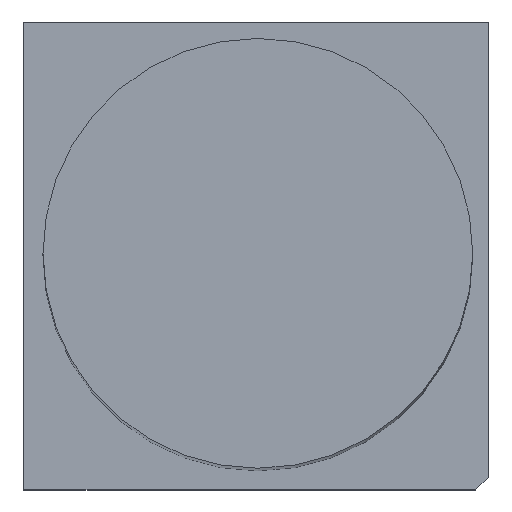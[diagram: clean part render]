
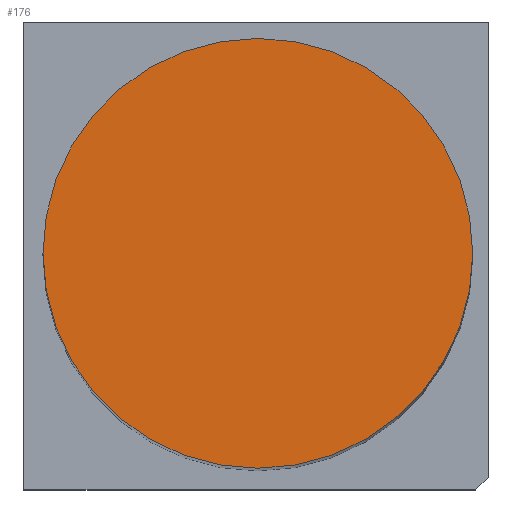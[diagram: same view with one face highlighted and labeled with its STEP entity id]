
A CAD part, top view. The second image highlights one B-rep face of the part: STEP entity #176.
In plain terms, the highlighted planar face has unit normal (0, 0, 1).
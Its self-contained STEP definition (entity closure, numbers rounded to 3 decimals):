
#22=CIRCLE('',#205,17.45);
#32=FACE_OUTER_BOUND('',#45,.T.);
#45=EDGE_LOOP('',(#153));
#94=VERTEX_POINT('',#299);
#114=EDGE_CURVE('',#94,#94,#22,.T.);
#153=ORIENTED_EDGE('',*,*,#114,.T.);
#166=PLANE('',#204);
#176=ADVANCED_FACE('',(#32),#166,.T.);
#204=AXIS2_PLACEMENT_3D('',#298,#249,#250);
#205=AXIS2_PLACEMENT_3D('',#300,#251,#252);
#249=DIRECTION('center_axis',(0.,0.,1.));
#250=DIRECTION('ref_axis',(1.,0.,0.));
#251=DIRECTION('center_axis',(0.,0.,1.));
#252=DIRECTION('ref_axis',(1.,0.,0.));
#298=CARTESIAN_POINT('Origin',(-76.224,157.3,136.5));
#299=CARTESIAN_POINT('',(-93.674,157.3,136.5));
#300=CARTESIAN_POINT('Origin',(-76.224,157.3,136.5));
